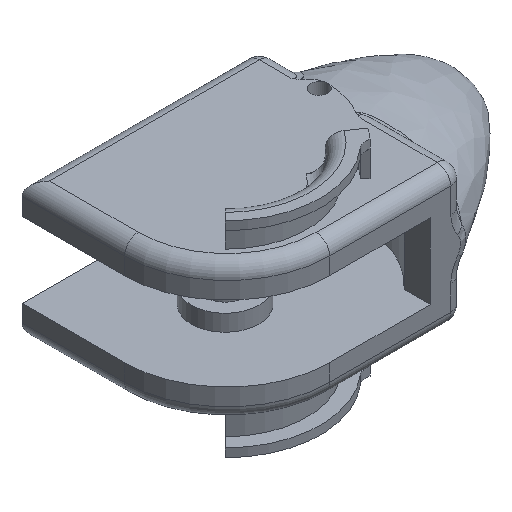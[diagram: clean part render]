
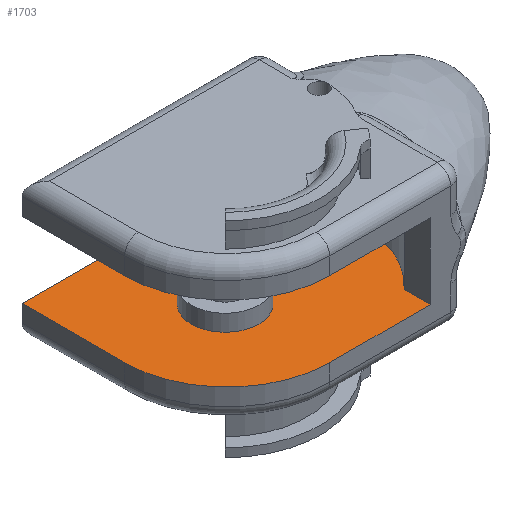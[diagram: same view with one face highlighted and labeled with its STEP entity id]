
A CAD part, isometric view. The second image highlights one B-rep face of the part: STEP entity #1703.
In plain terms, the highlighted planar face has unit normal (0, 0, 1).
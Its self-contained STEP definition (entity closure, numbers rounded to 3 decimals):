
#29=FACE_BOUND('',#467,.T.);
#52=PLANE('',#1878);
#79=LINE('',#3669,#174);
#132=LINE('',#3957,#227);
#137=LINE('',#3971,#232);
#138=LINE('',#3980,#233);
#139=LINE('',#3981,#234);
#174=VECTOR('',#2035,10.);
#227=VECTOR('',#2252,10.);
#232=VECTOR('',#2269,10.);
#233=VECTOR('',#2278,10.);
#234=VECTOR('',#2279,10.);
#363=FACE_OUTER_BOUND('',#466,.T.);
#466=EDGE_LOOP('',(#1446,#1447,#1448,#1449,#1450,#1451,#1452,#1453,#1454,
#1455));
#467=EDGE_LOOP('',(#1456));
#638=CIRCLE('',#1877,7.5);
#639=CIRCLE('',#1879,7.5);
#640=CIRCLE('',#1880,0.625);
#641=CIRCLE('',#1881,0.625);
#642=CIRCLE('',#1882,7.5);
#643=CIRCLE('',#1883,2.475);
#732=VERTEX_POINT('',#3666);
#733=VERTEX_POINT('',#3668);
#800=VERTEX_POINT('',#3954);
#801=VERTEX_POINT('',#3956);
#803=VERTEX_POINT('',#3966);
#804=VERTEX_POINT('',#3970);
#805=VERTEX_POINT('',#3972);
#806=VERTEX_POINT('',#3974);
#807=VERTEX_POINT('',#3976);
#808=VERTEX_POINT('',#3978);
#809=VERTEX_POINT('',#3982);
#924=EDGE_CURVE('',#733,#732,#79,.F.);
#1031=EDGE_CURVE('',#801,#800,#132,.F.);
#1036=EDGE_CURVE('',#801,#803,#638,.T.);
#1038=EDGE_CURVE('',#800,#804,#137,.T.);
#1039=EDGE_CURVE('',#804,#805,#639,.T.);
#1040=EDGE_CURVE('',#805,#806,#640,.T.);
#1041=EDGE_CURVE('',#806,#807,#641,.T.);
#1042=EDGE_CURVE('',#807,#808,#642,.T.);
#1043=EDGE_CURVE('',#808,#733,#138,.T.);
#1044=EDGE_CURVE('',#732,#803,#139,.T.);
#1045=EDGE_CURVE('',#809,#809,#643,.T.);
#1446=ORIENTED_EDGE('',*,*,#1036,.F.);
#1447=ORIENTED_EDGE('',*,*,#1031,.T.);
#1448=ORIENTED_EDGE('',*,*,#1038,.T.);
#1449=ORIENTED_EDGE('',*,*,#1039,.T.);
#1450=ORIENTED_EDGE('',*,*,#1040,.T.);
#1451=ORIENTED_EDGE('',*,*,#1041,.T.);
#1452=ORIENTED_EDGE('',*,*,#1042,.T.);
#1453=ORIENTED_EDGE('',*,*,#1043,.T.);
#1454=ORIENTED_EDGE('',*,*,#924,.T.);
#1455=ORIENTED_EDGE('',*,*,#1044,.T.);
#1456=ORIENTED_EDGE('',*,*,#1045,.T.);
#1703=ADVANCED_FACE('',(#363,#29),#52,.F.);
#1877=AXIS2_PLACEMENT_3D('',#3967,#2264,#2265);
#1878=AXIS2_PLACEMENT_3D('',#3969,#2267,#2268);
#1879=AXIS2_PLACEMENT_3D('',#3973,#2270,#2271);
#1880=AXIS2_PLACEMENT_3D('',#3975,#2272,#2273);
#1881=AXIS2_PLACEMENT_3D('',#3977,#2274,#2275);
#1882=AXIS2_PLACEMENT_3D('',#3979,#2276,#2277);
#1883=AXIS2_PLACEMENT_3D('',#3983,#2280,#2281);
#2035=DIRECTION('',(1.,0.,0.));
#2252=DIRECTION('',(-1.,0.,0.));
#2264=DIRECTION('center_axis',(0.,0.,-1.));
#2265=DIRECTION('ref_axis',(-0.707,-0.707,0.));
#2267=DIRECTION('center_axis',(0.,0.,-1.));
#2268=DIRECTION('ref_axis',(-1.,0.,0.));
#2269=DIRECTION('',(0.,1.,0.));
#2270=DIRECTION('center_axis',(0.,0.,1.));
#2271=DIRECTION('ref_axis',(1.,0.,0.));
#2272=DIRECTION('center_axis',(0.,0.,-1.));
#2273=DIRECTION('ref_axis',(1.,0.,0.));
#2274=DIRECTION('center_axis',(0.,0.,-1.));
#2275=DIRECTION('ref_axis',(1.,0.,0.));
#2276=DIRECTION('center_axis',(0.,0.,1.));
#2277=DIRECTION('ref_axis',(1.,0.,0.));
#2278=DIRECTION('',(0.,1.,0.));
#2279=DIRECTION('',(0.,-1.,0.));
#2280=DIRECTION('center_axis',(0.,0.,-1.));
#2281=DIRECTION('ref_axis',(1.,0.,0.));
#3666=CARTESIAN_POINT('',(-7.35,7.5,-2.75));
#3668=CARTESIAN_POINT('',(7.5,7.5,-2.75));
#3669=CARTESIAN_POINT('',(-3.125,7.5,-2.75));
#3954=CARTESIAN_POINT('',(7.5,-7.5,-2.75));
#3956=CARTESIAN_POINT('',(0.15,-7.5,-2.75));
#3957=CARTESIAN_POINT('',(5.625,-7.5,-2.75));
#3966=CARTESIAN_POINT('',(-7.35,0.,-2.75));
#3967=CARTESIAN_POINT('Origin',(0.15,0.,-2.75));
#3969=CARTESIAN_POINT('Origin',(1.25,0.,-2.75));
#3970=CARTESIAN_POINT('',(7.5,-5.59,-2.75));
#3971=CARTESIAN_POINT('',(7.5,-2.795,-2.75));
#3972=CARTESIAN_POINT('',(9.733,1.984,-2.75));
#3973=CARTESIAN_POINT('Origin',(2.5,0.,-2.75));
#3974=CARTESIAN_POINT('',(8.755,2.5,-2.75));
#3975=CARTESIAN_POINT('Origin',(9.38,2.5,-2.75));
#3976=CARTESIAN_POINT('',(9.319,3.122,-2.75));
#3977=CARTESIAN_POINT('Origin',(9.38,2.5,-2.75));
#3978=CARTESIAN_POINT('',(7.5,5.59,-2.75));
#3979=CARTESIAN_POINT('Origin',(2.5,0.,-2.75));
#3980=CARTESIAN_POINT('',(7.5,3.75,-2.75));
#3981=CARTESIAN_POINT('',(-7.35,0.,-2.75));
#3982=CARTESIAN_POINT('',(-2.475,0.,-2.75));
#3983=CARTESIAN_POINT('Origin',(0.,0.,-2.75));
